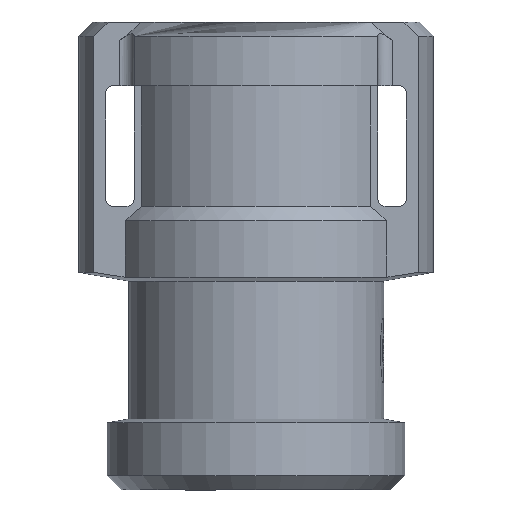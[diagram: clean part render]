
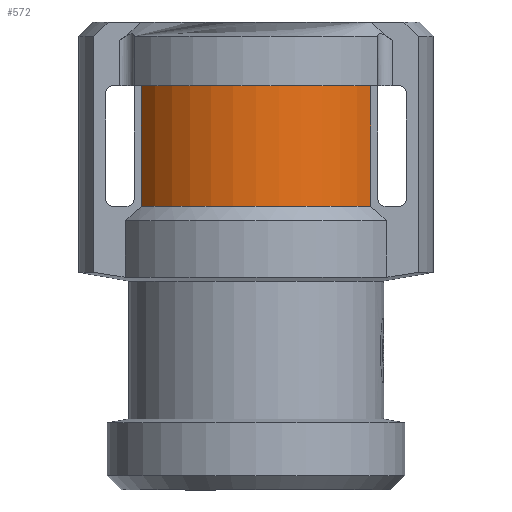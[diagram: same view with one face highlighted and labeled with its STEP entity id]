
A CAD part, front view. The second image highlights one B-rep face of the part: STEP entity #572.
In plain terms, the highlighted cylindrical face has radius 9.5 mm (diameter 19 mm), a partial arc.
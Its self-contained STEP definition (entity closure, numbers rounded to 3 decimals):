
#416=CYLINDRICAL_SURFACE('',#4040,9.5);
#572=ADVANCED_FACE('',(#812),#416,.T.);
#812=FACE_OUTER_BOUND('',#966,.T.);
#966=EDGE_LOOP('',(#1628,#1629,#1630,#1631));
#1628=ORIENTED_EDGE('',*,*,#2436,.T.);
#1629=ORIENTED_EDGE('',*,*,#2424,.T.);
#1630=ORIENTED_EDGE('',*,*,#2431,.T.);
#1631=ORIENTED_EDGE('',*,*,#2304,.F.);
#1966=VERTEX_POINT('',#5926);
#1967=VERTEX_POINT('',#5928);
#2046=VERTEX_POINT('',#6200);
#2047=VERTEX_POINT('',#6202);
#2304=EDGE_CURVE('',#1966,#1967,#2614,.T.);
#2424=EDGE_CURVE('',#2047,#2046,#2653,.T.);
#2431=EDGE_CURVE('',#2046,#1967,#3200,.T.);
#2436=EDGE_CURVE('',#1966,#2047,#3202,.T.);
#2614=CIRCLE('',#3955,9.5);
#2653=CIRCLE('',#4030,9.5);
#3200=LINE('',#6222,#3510);
#3202=LINE('',#6255,#3512);
#3510=VECTOR('',#4822,1.);
#3512=VECTOR('',#4832,1.);
#3955=AXIS2_PLACEMENT_3D('',#5927,#4593,#4594);
#4030=AXIS2_PLACEMENT_3D('',#6201,#4809,#4810);
#4040=AXIS2_PLACEMENT_3D('',#6257,#4835,#4836);
#4593=DIRECTION('',(0.,0.,-1.));
#4594=DIRECTION('',(0.85,-0.526,0.));
#4809=DIRECTION('',(0.,0.,-1.));
#4810=DIRECTION('',(0.85,-0.526,0.));
#4822=DIRECTION('',(0.,0.,-1.));
#4832=DIRECTION('',(0.,0.,1.));
#4835=DIRECTION('',(0.,0.,1.));
#4836=DIRECTION('',(-0.901,-0.435,0.));
#5926=CARTESIAN_POINT('',(8.078,-5.,20.));
#5927=CARTESIAN_POINT('',(0.,0.,20.));
#5928=CARTESIAN_POINT('',(-8.078,-5.,20.));
#6200=CARTESIAN_POINT('',(-8.078,-5.,28.5));
#6201=CARTESIAN_POINT('',(0.,0.,
28.5));
#6202=CARTESIAN_POINT('',(8.078,-5.,28.5));
#6222=CARTESIAN_POINT('',(-8.078,-5.,28.5));
#6255=CARTESIAN_POINT('',(8.078,-5.,20.));
#6257=CARTESIAN_POINT('',(0.,0.,
20.));
